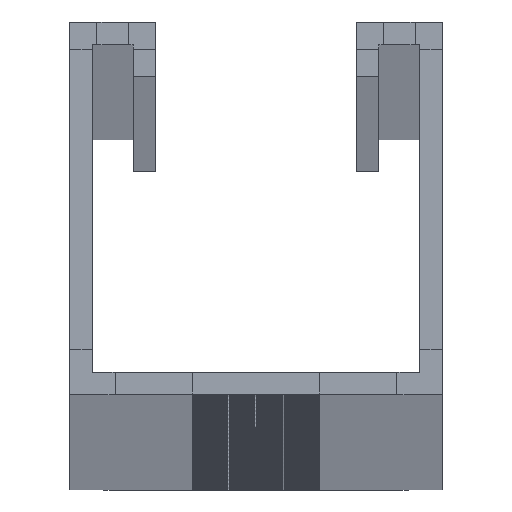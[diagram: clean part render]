
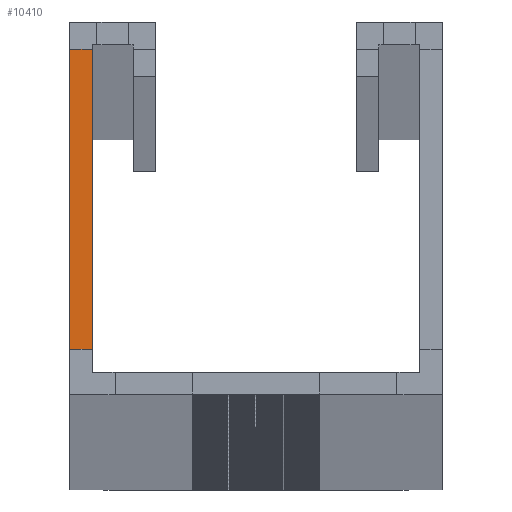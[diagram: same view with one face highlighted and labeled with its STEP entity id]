
A CAD part, top view. The second image highlights one B-rep face of the part: STEP entity #10410.
In plain terms, the highlighted planar face has unit normal (0, 0, 1).
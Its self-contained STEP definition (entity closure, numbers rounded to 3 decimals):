
#2366 = VECTOR ( 'NONE', #17806, 1000. ) ;
#2558 = LINE ( 'NONE', #16146, #2366 ) ;
#2765 = DIRECTION ( 'NONE',  ( -1., 0., 0. ) ) ;
#3125 = DIRECTION ( 'NONE',  ( 0., 0., 1. ) ) ;
#3342 = VERTEX_POINT ( 'NONE', #15586 ) ;
#3467 = ORIENTED_EDGE ( 'NONE', *, *, #5764, .T. ) ;
#3514 = AXIS2_PLACEMENT_3D ( 'NONE', #17005, #3125, #7353 ) ;
#3703 = CARTESIAN_POINT ( 'NONE',  ( -18., 5., 6000. ) ) ;
#4394 = CARTESIAN_POINT ( 'NONE',  ( -20.5, 38., 6000. ) ) ;
#4809 = EDGE_LOOP ( 'NONE', ( #15671, #3467, #13296, #11323 ) ) ;
#5764 = EDGE_CURVE ( 'NONE', #10380, #3342, #11845, .T. ) ;
#5794 = PLANE ( 'NONE',  #3514 ) ;
#6890 = CARTESIAN_POINT ( 'NONE',  ( -18., 38., 6000. ) ) ;
#7353 = DIRECTION ( 'NONE',  ( 1., 0., 0. ) ) ;
#8454 = CARTESIAN_POINT ( 'NONE',  ( -20.5, 5., 6000. ) ) ;
#10063 = EDGE_CURVE ( 'NONE', #12583, #3342, #12982, .T. ) ;
#10380 = VERTEX_POINT ( 'NONE', #8454 ) ;
#10410 = ADVANCED_FACE ( 'NONE', ( #15808 ), #5794, .T. ) ;
#10755 = VECTOR ( 'NONE', #2765, 1000. ) ;
#10895 = VERTEX_POINT ( 'NONE', #4394 ) ;
#10931 = LINE ( 'NONE', #6890, #10755 ) ;
#11323 = ORIENTED_EDGE ( 'NONE', *, *, #11909, .T. ) ;
#11845 = LINE ( 'NONE', #12026, #13395 ) ;
#11879 = DIRECTION ( 'NONE',  ( 0., -1., 0. ) ) ;
#11909 = EDGE_CURVE ( 'NONE', #12583, #10895, #10931, .T. ) ;
#12026 = CARTESIAN_POINT ( 'NONE',  ( -20.5, 5., 6000. ) ) ;
#12583 = VERTEX_POINT ( 'NONE', #16133 ) ;
#12982 = LINE ( 'NONE', #3703, #16710 ) ;
#13296 = ORIENTED_EDGE ( 'NONE', *, *, #10063, .F. ) ;
#13395 = VECTOR ( 'NONE', #14790, 1000. ) ;
#14022 = EDGE_CURVE ( 'NONE', #10895, #10380, #2558, .T. ) ;
#14790 = DIRECTION ( 'NONE',  ( 1., 0., 0. ) ) ;
#15586 = CARTESIAN_POINT ( 'NONE',  ( -18., 5., 6000. ) ) ;
#15671 = ORIENTED_EDGE ( 'NONE', *, *, #14022, .T. ) ;
#15808 = FACE_OUTER_BOUND ( 'NONE', #4809, .T. ) ;
#16133 = CARTESIAN_POINT ( 'NONE',  ( -18., 38., 6000. ) ) ;
#16146 = CARTESIAN_POINT ( 'NONE',  ( -20.5, 5., 6000. ) ) ;
#16710 = VECTOR ( 'NONE', #11879, 1000. ) ;
#17005 = CARTESIAN_POINT ( 'NONE',  ( -15.5, 2.5, 6000. ) ) ;
#17806 = DIRECTION ( 'NONE',  ( 0., -1., 0. ) ) ;
